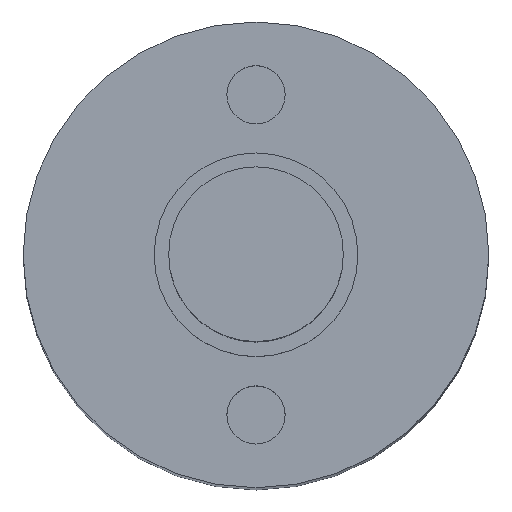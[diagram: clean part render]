
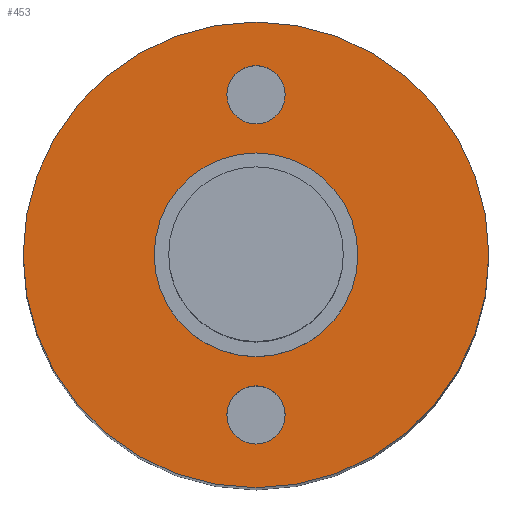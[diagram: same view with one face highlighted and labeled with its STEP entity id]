
A CAD part, top view. The second image highlights one B-rep face of the part: STEP entity #453.
In plain terms, the highlighted planar face has unit normal (0, 0, 1).
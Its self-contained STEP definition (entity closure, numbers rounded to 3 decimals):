
#3 = CARTESIAN_POINT ( 'NONE',  ( -8., 0., -1. ) ) ;
#9 = ORIENTED_EDGE ( 'NONE', *, *, #412, .F. ) ;
#28 = DIRECTION ( 'NONE',  ( -1., 0., 0. ) ) ;
#29 = DIRECTION ( 'NONE',  ( 0., 0., 1. ) ) ;
#32 = EDGE_CURVE ( 'NONE', #343, #387, #138, .T. ) ;
#46 = CIRCLE ( 'NONE', #488, 8. ) ;
#60 = CARTESIAN_POINT ( 'NONE',  ( 1., 5.5, -1. ) ) ;
#68 = ORIENTED_EDGE ( 'NONE', *, *, #440, .F. ) ;
#70 = AXIS2_PLACEMENT_3D ( 'NONE', #178, #211, #28 ) ;
#71 = FACE_BOUND ( 'NONE', #194, .T. ) ;
#78 = ORIENTED_EDGE ( 'NONE', *, *, #277, .T. ) ;
#90 = AXIS2_PLACEMENT_3D ( 'NONE', #286, #29, #328 ) ;
#95 = CARTESIAN_POINT ( 'NONE',  ( 0., 5.5, -1. ) ) ;
#102 = CARTESIAN_POINT ( 'NONE',  ( 0., 0., -1. ) ) ;
#106 = CARTESIAN_POINT ( 'NONE',  ( -1., 5.5, -1. ) ) ;
#107 = CARTESIAN_POINT ( 'NONE',  ( 0., 0., -1. ) ) ;
#108 = AXIS2_PLACEMENT_3D ( 'NONE', #339, #185, #291 ) ;
#120 = CARTESIAN_POINT ( 'NONE',  ( -3.5, 0., -1. ) ) ;
#130 = EDGE_CURVE ( 'NONE', #387, #343, #154, .T. ) ;
#136 = VERTEX_POINT ( 'NONE', #3 ) ;
#137 = DIRECTION ( 'NONE',  ( 0., 0., 1. ) ) ;
#138 = CIRCLE ( 'NONE', #474, 1. ) ;
#139 = DIRECTION ( 'NONE',  ( 1., 0., 0. ) ) ;
#143 = CARTESIAN_POINT ( 'NONE',  ( 0., -5.5, -1. ) ) ;
#154 = CIRCLE ( 'NONE', #229, 1. ) ;
#163 = ORIENTED_EDGE ( 'NONE', *, *, #32, .F. ) ;
#167 = VERTEX_POINT ( 'NONE', #363 ) ;
#175 = DIRECTION ( 'NONE',  ( 0., 0., -1. ) ) ;
#178 = CARTESIAN_POINT ( 'NONE',  ( 0., 0., -1. ) ) ;
#185 = DIRECTION ( 'NONE',  ( 0., 0., -1. ) ) ;
#194 = EDGE_LOOP ( 'NONE', ( #263, #68 ) ) ;
#199 = ORIENTED_EDGE ( 'NONE', *, *, #130, .F. ) ;
#200 = EDGE_CURVE ( 'NONE', #489, #303, #310, .T. ) ;
#211 = DIRECTION ( 'NONE',  ( 0., 0., -1. ) ) ;
#213 = CARTESIAN_POINT ( 'NONE',  ( 0., 0., -1. ) ) ;
#224 = CARTESIAN_POINT ( 'NONE',  ( 0., 5.5, -1. ) ) ;
#228 = AXIS2_PLACEMENT_3D ( 'NONE', #143, #324, #139 ) ;
#229 = AXIS2_PLACEMENT_3D ( 'NONE', #95, #314, #471 ) ;
#242 = DIRECTION ( 'NONE',  ( -1., 0., 0. ) ) ;
#257 = FACE_OUTER_BOUND ( 'NONE', #376, .T. ) ;
#262 = DIRECTION ( 'NONE',  ( 1., 0., 0. ) ) ;
#263 = ORIENTED_EDGE ( 'NONE', *, *, #289, .F. ) ;
#267 = EDGE_CURVE ( 'NONE', #480, #136, #495, .T. ) ;
#268 = EDGE_LOOP ( 'NONE', ( #199, #163 ) ) ;
#277 = EDGE_CURVE ( 'NONE', #303, #489, #451, .T. ) ;
#281 = FACE_BOUND ( 'NONE', #476, .T. ) ;
#285 = CARTESIAN_POINT ( 'NONE',  ( 3.5, 0., -1. ) ) ;
#286 = CARTESIAN_POINT ( 'NONE',  ( 0., -5.5, -1. ) ) ;
#289 = EDGE_CURVE ( 'NONE', #366, #167, #467, .T. ) ;
#291 = DIRECTION ( 'NONE',  ( -1., 0., 0. ) ) ;
#294 = AXIS2_PLACEMENT_3D ( 'NONE', #102, #441, #401 ) ;
#300 = ORIENTED_EDGE ( 'NONE', *, *, #200, .T. ) ;
#303 = VERTEX_POINT ( 'NONE', #285 ) ;
#310 = CIRCLE ( 'NONE', #357, 3.5 ) ;
#314 = DIRECTION ( 'NONE',  ( 0., 0., 1. ) ) ;
#323 = ORIENTED_EDGE ( 'NONE', *, *, #267, .F. ) ;
#324 = DIRECTION ( 'NONE',  ( 0., 0., 1. ) ) ;
#328 = DIRECTION ( 'NONE',  ( 1., 0., 0. ) ) ;
#339 = CARTESIAN_POINT ( 'NONE',  ( 0., 0., -1. ) ) ;
#343 = VERTEX_POINT ( 'NONE', #106 ) ;
#357 = AXIS2_PLACEMENT_3D ( 'NONE', #107, #395, #475 ) ;
#363 = CARTESIAN_POINT ( 'NONE',  ( -1., -5.5, -1. ) ) ;
#366 = VERTEX_POINT ( 'NONE', #439 ) ;
#376 = EDGE_LOOP ( 'NONE', ( #323, #9 ) ) ;
#387 = VERTEX_POINT ( 'NONE', #60 ) ;
#395 = DIRECTION ( 'NONE',  ( 0., 0., -1. ) ) ;
#401 = DIRECTION ( 'NONE',  ( -1., 0., 0. ) ) ;
#412 = EDGE_CURVE ( 'NONE', #136, #480, #46, .T. ) ;
#437 = FACE_BOUND ( 'NONE', #268, .T. ) ;
#439 = CARTESIAN_POINT ( 'NONE',  ( 1., -5.5, -1. ) ) ;
#440 = EDGE_CURVE ( 'NONE', #167, #366, #448, .T. ) ;
#441 = DIRECTION ( 'NONE',  ( 0., 0., -1. ) ) ;
#448 = CIRCLE ( 'NONE', #228, 1. ) ;
#451 = CIRCLE ( 'NONE', #70, 3.5 ) ;
#453 = ADVANCED_FACE ( 'NONE', ( #437, #71, #281, #257 ), #486, .F. ) ;
#456 = CARTESIAN_POINT ( 'NONE',  ( 8., 0., -1. ) ) ;
#467 = CIRCLE ( 'NONE', #90, 1. ) ;
#471 = DIRECTION ( 'NONE',  ( 1., 0., 0. ) ) ;
#474 = AXIS2_PLACEMENT_3D ( 'NONE', #224, #137, #262 ) ;
#475 = DIRECTION ( 'NONE',  ( -1., 0., 0. ) ) ;
#476 = EDGE_LOOP ( 'NONE', ( #78, #300 ) ) ;
#480 = VERTEX_POINT ( 'NONE', #456 ) ;
#486 = PLANE ( 'NONE',  #108 ) ;
#488 = AXIS2_PLACEMENT_3D ( 'NONE', #213, #175, #242 ) ;
#489 = VERTEX_POINT ( 'NONE', #120 ) ;
#495 = CIRCLE ( 'NONE', #294, 8. ) ;
